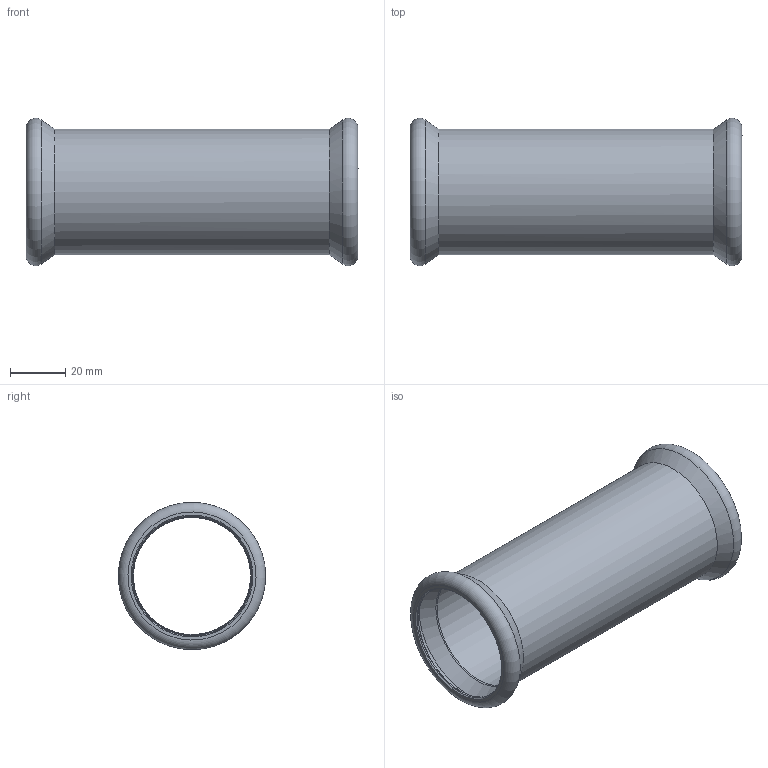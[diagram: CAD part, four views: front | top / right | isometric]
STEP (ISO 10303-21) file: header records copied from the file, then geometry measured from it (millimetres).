
FILE_DESCRIPTION(/* description */ (''),/* implementation_level */ '2;1');
FILE_NAME(/* name */ '42107.stp',/* time_stamp */ '2023-09-08T11:09:58+02:00',/* author */ ('JANAN'),/* organization */ (''),/* preprocessor_version */ 'ST-DEVELOPER v19.2',/* originating_system */ 'Autodesk Inventor 2023',/* authorisation */ '');
FILE_SCHEMA (('AUTOMOTIVE_DESIGN { 1 0 10303 214 3 1 1 }'));
Length unit declared in the file: millimetre
Products named in the file (1): tmp2350.tmp
Bounding box: 120 x 53.27 x 53.27 mm (x, y, z)
Volume: 26612.1 mm3; surface area: 36095.4 mm2
Topology: 1 solids, 1 shells, 22 faces, 48 edges, 30 vertices
Faces by surface type: cone 8, torus 6, cylinder 4, plane 4
Full cylindrical faces by diameter (mm): 42.4 x1, 43.3 x2, 45.4 x1
Entity records: 689 total; most frequent: DIRECTION 130, CARTESIAN_POINT 101, ORIENTED_EDGE 96, AXIS2_PLACEMENT_3D 59, EDGE_CURVE 48, CIRCLE 36, VERTEX_POINT 30, EDGE_LOOP 26
